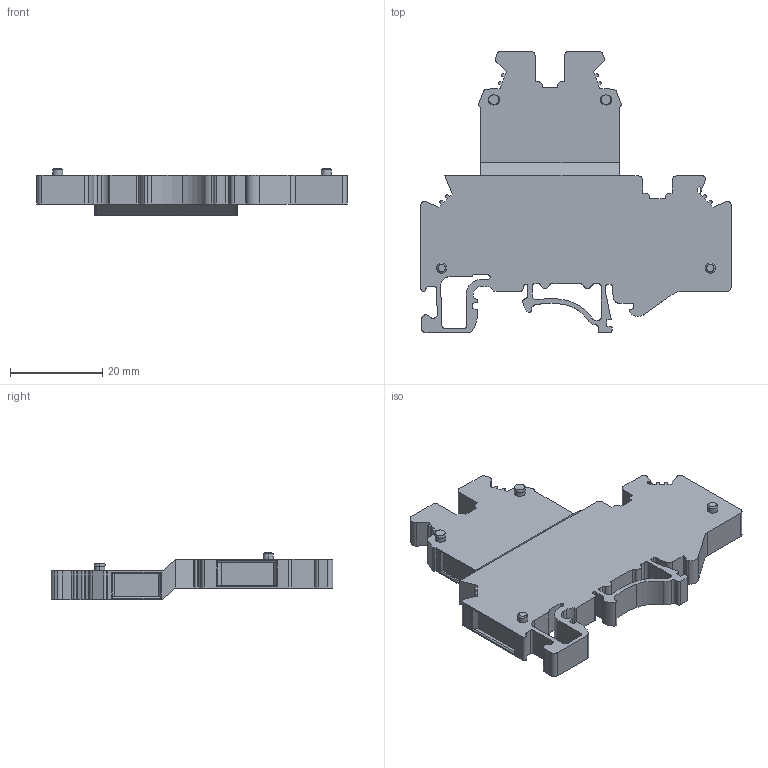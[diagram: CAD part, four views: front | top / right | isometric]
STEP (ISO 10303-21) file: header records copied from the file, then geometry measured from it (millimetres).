
FILE_DESCRIPTION(/* description */ (''),/* implementation_level */ '2;1');
FILE_NAME(/* name */ '305921.stp',/* time_stamp */ '2022-04-29T13:04:55+08:00',/* author */ (''),/* organization */ (''),/* preprocessor_version */ 'ST-DEVELOPER v16.7',/* originating_system */ 'SIEMENS PLM Software NX 12.0',/* authorisation */ '');
FILE_SCHEMA (('AUTOMOTIVE_DESIGN { 1 0 10303 214 3 1 1 1 }'));
Length unit declared in the file: millimetre
Products named in the file (1): SP3F1070E22z9v
Bounding box: 67.2 x 61 x 10.2 mm (x, y, z)
Volume: 14320.3 mm3; surface area: 7554.7 mm2
Topology: 1 solids, 1 shells, 279 faces, 785 edges, 520 vertices
Faces by surface type: plane 158, cylinder 113, bspline 4, cone 4
Entity records: 9197 total; most frequent: CARTESIAN_POINT 1688, ORIENTED_EDGE 1570, DIRECTION 1560, EDGE_CURVE 785, LINE 544, VECTOR 544, VERTEX_POINT 520, AXIS2_PLACEMENT_3D 508
